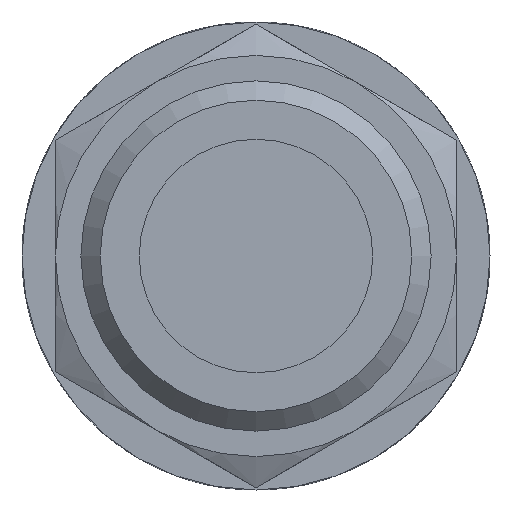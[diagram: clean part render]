
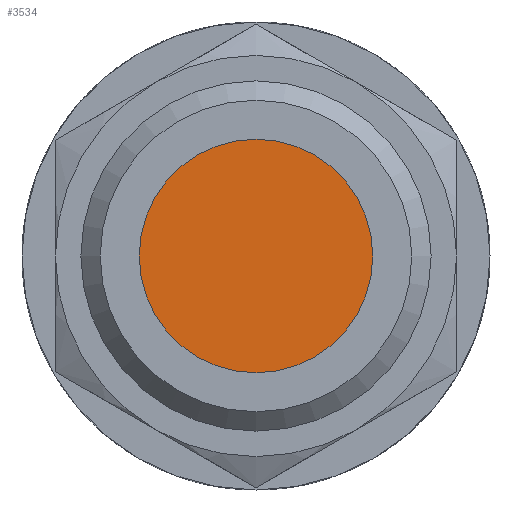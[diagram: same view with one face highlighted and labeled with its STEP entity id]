
A CAD part, left-side view. The second image highlights one B-rep face of the part: STEP entity #3534.
In plain terms, the highlighted planar face has unit normal (-1, 0, 0).
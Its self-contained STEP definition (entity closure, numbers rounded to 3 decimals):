
#38=PLANE('',#3845);
#1421=ORIENTED_EDGE('',*,*,#2396,.F.);
#2396=EDGE_CURVE('',#2857,#2857,#3015,.T.);
#2857=VERTEX_POINT('',#6219);
#3015=CIRCLE('',#3846,6.985);
#3074=EDGE_LOOP('',(#1421));
#3295=FACE_BOUND('',#3074,.T.);
#3534=ADVANCED_FACE('',(#3295),#38,.F.);
#3845=AXIS2_PLACEMENT_3D('',#6217,#4445,#4446);
#3846=AXIS2_PLACEMENT_3D('',#6218,#4447,#4448);
#4445=DIRECTION('',(1.,0.,0.));
#4446=DIRECTION('',(0.,0.,-1.));
#4447=DIRECTION('',(1.,0.,0.));
#4448=DIRECTION('',(0.,0.,-1.));
#6217=CARTESIAN_POINT('',(5.239,0.,0.));
#6218=CARTESIAN_POINT('',(5.239,0.,0.));
#6219=CARTESIAN_POINT('',(5.239,0.,-6.985));
